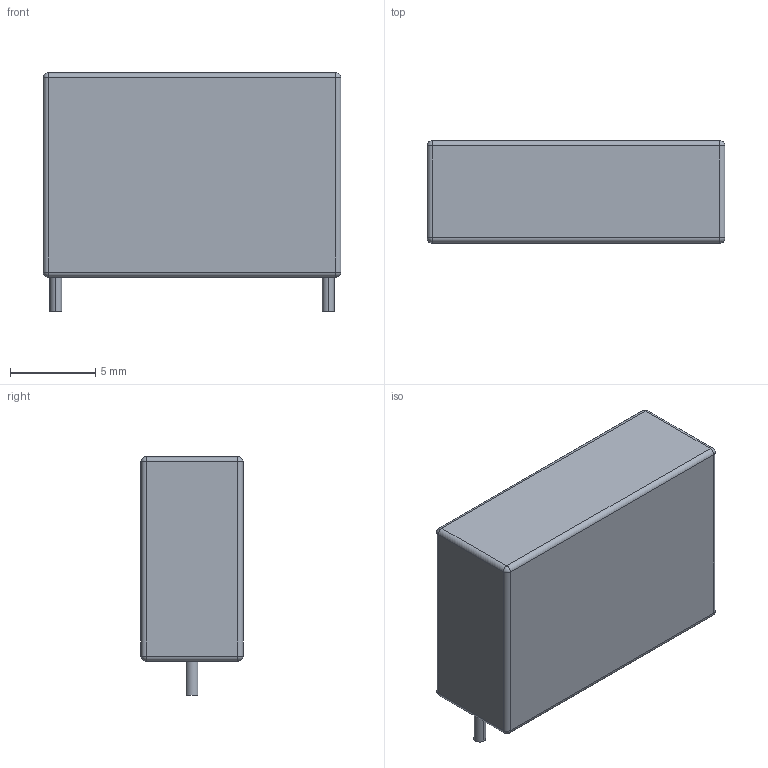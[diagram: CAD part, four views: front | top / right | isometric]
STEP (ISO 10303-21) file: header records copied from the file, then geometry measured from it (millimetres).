
FILE_DESCRIPTION (( 'STEP AP214' ), '1' );
FILE_NAME ( 'CAPRR1600W70L1750T600H1200.STEP', '2024-01-26T11:52:48', ( '' ), ( '' ), '', '©2017 PCB Libraries, Inc.', '' );
FILE_SCHEMA (( 'AUTOMOTIVE_DESIGN' ));
Length unit declared in the file: millimetre
Products named in the file (1): CAPRR1600W70L1750T600H1200
Bounding box: 17.5 x 6 x 14 mm (x, y, z)
Volume: 1258.8 mm3; surface area: 765.9 mm2
Topology: 3 solids, 3 shells, 34 faces, 68 edges, 32 vertices
Faces by surface type: cylinder 16, plane 10, sphere 8
Entity records: 947 total; most frequent: DIRECTION 162, CARTESIAN_POINT 127, ORIENTED_EDGE 120, AXIS2_PLACEMENT_3D 67, EDGE_CURVE 60, STYLED_ITEM 38, PRESENTATION_LAYER_ASSIGNMENT 38, MECHANICAL_DESIGN_GEOMETRIC_PRESENTATION_REPRESENTATION 38
